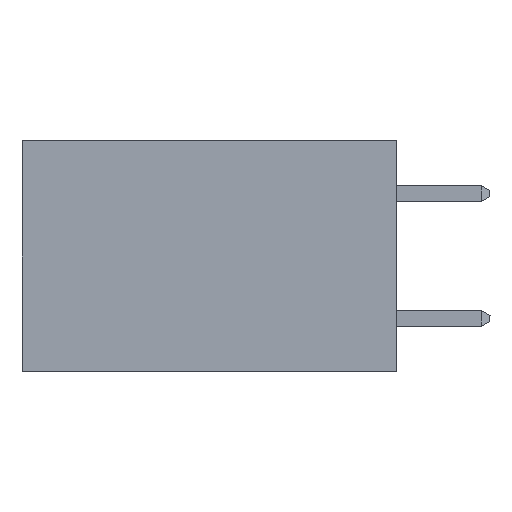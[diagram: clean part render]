
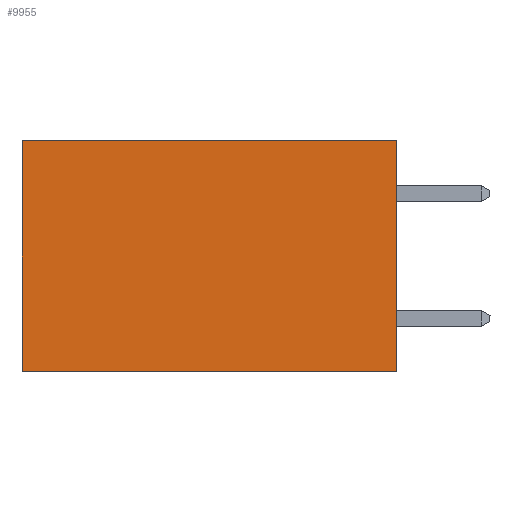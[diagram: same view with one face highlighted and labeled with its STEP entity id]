
A CAD part, left-side view. The second image highlights one B-rep face of the part: STEP entity #9955.
In plain terms, the highlighted planar face has unit normal (-1, 0, 0).
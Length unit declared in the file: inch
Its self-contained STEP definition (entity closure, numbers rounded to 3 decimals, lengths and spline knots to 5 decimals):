
#45 = DIRECTION ( 'NONE',  ( 0., 0., -1. ) ) ;
#864 = AXIS2_PLACEMENT_3D ( 'NONE', #3019, #5817, #45 ) ;
#2026 = CARTESIAN_POINT ( 'NONE',  ( 0.2615, 0.6, -0.37 ) ) ;
#2487 = CARTESIAN_POINT ( 'NONE',  ( 0.2615, 0.6, -0.37 ) ) ;
#2893 = VECTOR ( 'NONE', #9721, 39.37008 ) ;
#3019 = CARTESIAN_POINT ( 'NONE',  ( 0.2615, 0., -0.37 ) ) ;
#3210 = LINE ( 'NONE', #8785, #2893 ) ;
#3349 = FACE_OUTER_BOUND ( 'NONE', #5707, .T. ) ;
#3354 = VERTEX_POINT ( 'NONE', #10047 ) ;
#3561 = DIRECTION ( 'NONE',  ( 0., 0., -1. ) ) ;
#3958 = EDGE_CURVE ( 'NONE', #3354, #7566, #3210, .T. ) ;
#4391 = VECTOR ( 'NONE', #3561, 39.37008 ) ;
#4524 = EDGE_CURVE ( 'NONE', #3354, #7497, #8728, .T. ) ;
#4890 = PLANE ( 'NONE',  #864 ) ;
#5636 = ORIENTED_EDGE ( 'NONE', *, *, #8813, .T. ) ;
#5675 = DIRECTION ( 'NONE',  ( 0., 1., 0. ) ) ;
#5707 = EDGE_LOOP ( 'NONE', ( #5636, #6506, #6951, #7802 ) ) ;
#5817 = DIRECTION ( 'NONE',  ( 1., 0., 0. ) ) ;
#5970 = CARTESIAN_POINT ( 'NONE',  ( 0.2615, 0., -0.37 ) ) ;
#6506 = ORIENTED_EDGE ( 'NONE', *, *, #9377, .F. ) ;
#6951 = ORIENTED_EDGE ( 'NONE', *, *, #3958, .F. ) ;
#7212 = VECTOR ( 'NONE', #5675, 39.37008 ) ;
#7497 = VERTEX_POINT ( 'NONE', #9029 ) ;
#7566 = VERTEX_POINT ( 'NONE', #8694 ) ;
#7802 = ORIENTED_EDGE ( 'NONE', *, *, #4524, .T. ) ;
#8416 = VERTEX_POINT ( 'NONE', #2487 ) ;
#8694 = CARTESIAN_POINT ( 'NONE',  ( 0.2615, 0., -0.37 ) ) ;
#8728 = LINE ( 'NONE', #10605, #11047 ) ;
#8785 = CARTESIAN_POINT ( 'NONE',  ( 0.2615, 0., -0.37 ) ) ;
#8813 = EDGE_CURVE ( 'NONE', #7497, #8416, #9171, .T. ) ;
#9029 = CARTESIAN_POINT ( 'NONE',  ( 0.2615, 0.6, 0. ) ) ;
#9171 = LINE ( 'NONE', #2026, #4391 ) ;
#9377 = EDGE_CURVE ( 'NONE', #7566, #8416, #9846, .T. ) ;
#9721 = DIRECTION ( 'NONE',  ( 0., 0., -1. ) ) ;
#9846 = LINE ( 'NONE', #5970, #7212 ) ;
#9955 = ADVANCED_FACE ( 'NONE', ( #3349 ), #4890, .F. ) ;
#10047 = CARTESIAN_POINT ( 'NONE',  ( 0.2615, 0., 0. ) ) ;
#10605 = CARTESIAN_POINT ( 'NONE',  ( 0.2615, 0., 0. ) ) ;
#11047 = VECTOR ( 'NONE', #11581, 39.37008 ) ;
#11581 = DIRECTION ( 'NONE',  ( 0., 1., 0. ) ) ;
